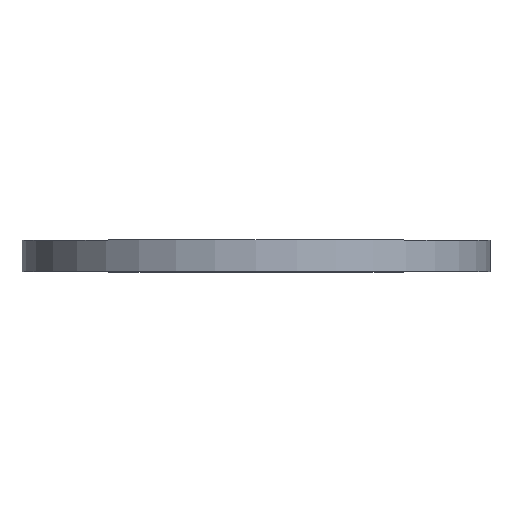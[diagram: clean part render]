
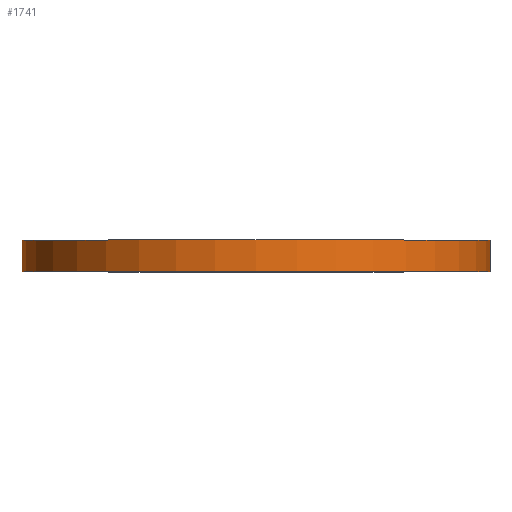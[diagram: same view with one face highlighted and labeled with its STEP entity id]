
A CAD part, top view. The second image highlights one B-rep face of the part: STEP entity #1741.
In plain terms, the highlighted cylindrical face has radius 186.5 mm (diameter 373 mm), a full revolution.
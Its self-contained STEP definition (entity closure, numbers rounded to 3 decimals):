
#45 = DIRECTION ( 'NONE',  ( 0., -1., 0. ) ) ;
#49 = DIRECTION ( 'NONE',  ( 0., 0., -1. ) ) ;
#70 = FACE_OUTER_BOUND ( 'NONE', #2182, .T. ) ;
#96 = DIRECTION ( 'NONE',  ( 0., -1., 0. ) ) ;
#433 = ORIENTED_EDGE ( 'NONE', *, *, #1533, .T. ) ;
#680 = CIRCLE ( 'NONE', #1604, 186.5 ) ;
#894 = DIRECTION ( 'NONE',  ( 0., -1., 0. ) ) ;
#1146 = CARTESIAN_POINT ( 'NONE',  ( 0., 25., -186.5 ) ) ;
#1470 = FACE_OUTER_BOUND ( 'NONE', #2326, .T. ) ;
#1533 = EDGE_CURVE ( 'NONE', #2609, #2609, #1752, .T. ) ;
#1604 = AXIS2_PLACEMENT_3D ( 'NONE', #2107, #894, #2520 ) ;
#1741 = ADVANCED_FACE ( 'NONE', ( #70, #1470 ), #2536, .T. ) ;
#1746 = CARTESIAN_POINT ( 'NONE',  ( 0., 0., -186.5 ) ) ;
#1752 = CIRCLE ( 'NONE', #2504, 186.5 ) ;
#1760 = EDGE_CURVE ( 'NONE', #1952, #1952, #680, .T. ) ;
#1952 = VERTEX_POINT ( 'NONE', #1746 ) ;
#2057 = ORIENTED_EDGE ( 'NONE', *, *, #1760, .F. ) ;
#2086 = AXIS2_PLACEMENT_3D ( 'NONE', #2316, #45, #2356 ) ;
#2107 = CARTESIAN_POINT ( 'NONE',  ( 0., 0., 0. ) ) ;
#2182 = EDGE_LOOP ( 'NONE', ( #2057 ) ) ;
#2316 = CARTESIAN_POINT ( 'NONE',  ( 0., 0., 0. ) ) ;
#2326 = EDGE_LOOP ( 'NONE', ( #433 ) ) ;
#2356 = DIRECTION ( 'NONE',  ( 0., 0., -1. ) ) ;
#2472 = CARTESIAN_POINT ( 'NONE',  ( 0., 25., 0. ) ) ;
#2504 = AXIS2_PLACEMENT_3D ( 'NONE', #2472, #96, #49 ) ;
#2520 = DIRECTION ( 'NONE',  ( 0., 0., -1. ) ) ;
#2536 = CYLINDRICAL_SURFACE ( 'NONE', #2086, 186.5 ) ;
#2609 = VERTEX_POINT ( 'NONE', #1146 ) ;
